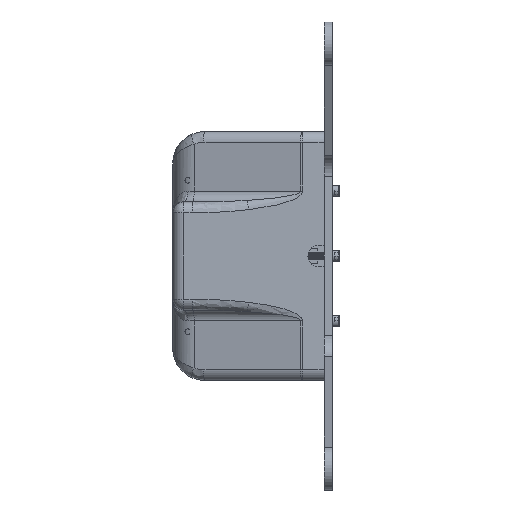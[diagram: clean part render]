
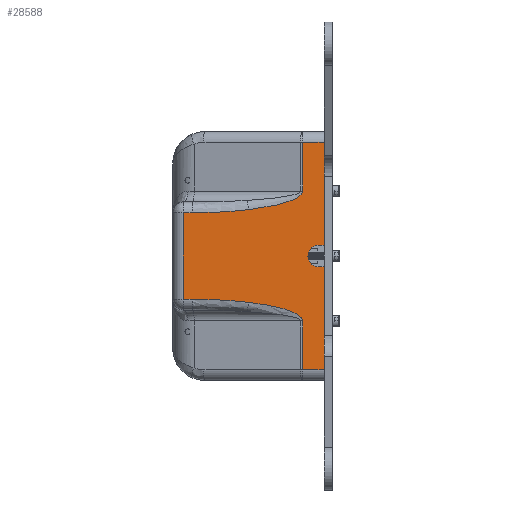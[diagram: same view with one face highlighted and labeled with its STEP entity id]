
A CAD part, front view. The second image highlights one B-rep face of the part: STEP entity #28588.
In plain terms, the highlighted planar face has unit normal (0, -1, 0).
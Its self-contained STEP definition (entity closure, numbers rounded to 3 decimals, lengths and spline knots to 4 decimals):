
#405=ELLIPSE('',#31262,2.5495,0.5);
#407=ELLIPSE('',#31267,2.5495,0.5);
#408=ELLIPSE('',#31279,2.5495,0.5);
#411=ELLIPSE('',#31283,2.5495,0.5);
#2355=PLANE('',#31307);
#3793=FACE_OUTER_BOUND('',#5512,.T.);
#5512=EDGE_LOOP('',(#25255,#25256,#25257,#25258,#25259,#25260,#25261,#25262,
#25263,#25264,#25265,#25266,#25267,#25268,#25269,#25270));
#7648=LINE('',#52790,#10058);
#7649=LINE('',#52793,#10059);
#7661=LINE('',#52825,#10071);
#7701=LINE('',#53947,#10111);
#7702=LINE('',#53991,#10112);
#7705=LINE('',#54028,#10115);
#7707=LINE('',#54038,#10117);
#7719=LINE('',#54233,#10129);
#7722=LINE('',#54316,#10132);
#7723=LINE('',#54332,#10133);
#7724=LINE('',#54333,#10134);
#10058=VECTOR('',#37641,0.3937);
#10059=VECTOR('',#37644,0.3937);
#10071=VECTOR('',#37668,0.3937);
#10111=VECTOR('',#37950,0.3937);
#10112=VECTOR('',#37963,0.3937);
#10115=VECTOR('',#37978,0.3937);
#10117=VECTOR('',#37990,0.3937);
#10129=VECTOR('',#38050,0.3937);
#10132=VECTOR('',#38063,0.3937);
#10133=VECTOR('',#38070,0.3937);
#10134=VECTOR('',#38071,0.3937);
#11600=CIRCLE('',#31128,0.25);
#13831=VERTEX_POINT('',#52777);
#13832=VERTEX_POINT('',#52778);
#13836=VERTEX_POINT('',#52788);
#13837=VERTEX_POINT('',#52792);
#13851=VERTEX_POINT('',#52824);
#13918=VERTEX_POINT('',#53945);
#13919=VERTEX_POINT('',#53978);
#13922=VERTEX_POINT('',#53983);
#13924=VERTEX_POINT('',#53988);
#13925=VERTEX_POINT('',#53990);
#13927=VERTEX_POINT('',#54022);
#13930=VERTEX_POINT('',#54032);
#13934=VERTEX_POINT('',#54072);
#13935=VERTEX_POINT('',#54074);
#13945=VERTEX_POINT('',#54231);
#13948=VERTEX_POINT('',#54315);
#17597=EDGE_CURVE('',#13831,#13832,#11600,.T.);
#17603=EDGE_CURVE('',#13831,#13836,#7648,.T.);
#17604=EDGE_CURVE('',#13837,#13832,#7649,.T.);
#17620=EDGE_CURVE('',#13851,#13837,#7661,.T.);
#17762=EDGE_CURVE('',#13836,#13918,#7701,.T.);
#17766=EDGE_CURVE('',#13922,#13919,#405,.T.);
#17768=EDGE_CURVE('',#13924,#13925,#7702,.T.);
#17772=EDGE_CURVE('',#13919,#13924,#407,.T.);
#17776=EDGE_CURVE('',#13925,#13927,#7705,.T.);
#17781=EDGE_CURVE('',#13927,#13930,#7707,.T.);
#17784=EDGE_CURVE('',#13934,#13935,#408,.T.);
#17788=EDGE_CURVE('',#13930,#13934,#411,.T.);
#17810=EDGE_CURVE('',#13945,#13922,#7719,.T.);
#17815=EDGE_CURVE('',#13935,#13948,#7722,.T.);
#17818=EDGE_CURVE('',#13948,#13918,#7723,.T.);
#17819=EDGE_CURVE('',#13851,#13945,#7724,.T.);
#25255=ORIENTED_EDGE('',*,*,#17603,.T.);
#25256=ORIENTED_EDGE('',*,*,#17762,.T.);
#25257=ORIENTED_EDGE('',*,*,#17818,.F.);
#25258=ORIENTED_EDGE('',*,*,#17815,.F.);
#25259=ORIENTED_EDGE('',*,*,#17784,.F.);
#25260=ORIENTED_EDGE('',*,*,#17788,.F.);
#25261=ORIENTED_EDGE('',*,*,#17781,.F.);
#25262=ORIENTED_EDGE('',*,*,#17776,.F.);
#25263=ORIENTED_EDGE('',*,*,#17768,.F.);
#25264=ORIENTED_EDGE('',*,*,#17772,.F.);
#25265=ORIENTED_EDGE('',*,*,#17766,.F.);
#25266=ORIENTED_EDGE('',*,*,#17810,.F.);
#25267=ORIENTED_EDGE('',*,*,#17819,.F.);
#25268=ORIENTED_EDGE('',*,*,#17620,.T.);
#25269=ORIENTED_EDGE('',*,*,#17604,.T.);
#25270=ORIENTED_EDGE('',*,*,#17597,.F.);
#28588=ADVANCED_FACE('',(#3793),#2355,.T.);
#31128=AXIS2_PLACEMENT_3D('',#52779,#37631,#37632);
#31262=AXIS2_PLACEMENT_3D('',#53985,#37957,#37958);
#31267=AXIS2_PLACEMENT_3D('',#54020,#37969,#37970);
#31279=AXIS2_PLACEMENT_3D('',#54075,#37997,#37998);
#31283=AXIS2_PLACEMENT_3D('',#54103,#38005,#38006);
#31307=AXIS2_PLACEMENT_3D('',#54331,#38068,#38069);
#37631=DIRECTION('center_axis',(0.,-1.,0.));
#37632=DIRECTION('ref_axis',(0.,0.,1.));
#37641=DIRECTION('',(1.,0.,0.));
#37644=DIRECTION('',(-1.,0.,0.));
#37668=DIRECTION('',(0.,0.,1.));
#37950=DIRECTION('',(0.,0.,1.));
#37957=DIRECTION('center_axis',(0.,-1.,0.));
#37958=DIRECTION('ref_axis',(1.,0.,0.));
#37963=DIRECTION('',(-1.,0.,0.));
#37969=DIRECTION('center_axis',(0.,-1.,0.));
#37970=DIRECTION('ref_axis',(1.,0.,0.));
#37978=DIRECTION('',(0.,0.,1.));
#37990=DIRECTION('',(1.,0.,0.));
#37997=DIRECTION('center_axis',(0.,-1.,0.));
#37998=DIRECTION('ref_axis',(1.,0.,0.));
#38005=DIRECTION('center_axis',(0.,-1.,0.));
#38006=DIRECTION('ref_axis',(1.,0.,0.));
#38050=DIRECTION('',(0.,0.,1.));
#38063=DIRECTION('',(0.,0.,1.));
#38068=DIRECTION('center_axis',(0.,-1.,0.));
#38069=DIRECTION('ref_axis',(1.,0.,0.));
#38070=DIRECTION('',(1.,0.,0.));
#38071=DIRECTION('',(-1.,0.,0.));
#52777=CARTESIAN_POINT('',(-0.2188,13.2099,0.25));
#52778=CARTESIAN_POINT('',(-0.2187,13.2099,-0.25));
#52779=CARTESIAN_POINT('Origin',(-0.2187,13.2099,0.));
#52788=CARTESIAN_POINT('',(-0.0937,13.2099,0.25));
#52790=CARTESIAN_POINT('',(-0.5425,13.2099,0.25));
#52792=CARTESIAN_POINT('',(-0.0937,13.2099,-0.25));
#52793=CARTESIAN_POINT('',(-0.355,13.2099,-0.25));
#52824=CARTESIAN_POINT('',(-0.0938,13.2099,-2.625));
#52825=CARTESIAN_POINT('',(-0.0938,13.2099,0.));
#53945=CARTESIAN_POINT('',(-0.0938,13.2099,2.625));
#53947=CARTESIAN_POINT('',(-0.0938,13.2099,0.));
#53978=CARTESIAN_POINT('',(-1.841,13.2099,-1.0699));
#53983=CARTESIAN_POINT('',(-0.5915,13.2099,-1.5));
#53985=CARTESIAN_POINT('Origin',(-3.141,13.2099,-1.5));
#53988=CARTESIAN_POINT('',(-3.141,13.2099,-1.));
#53990=CARTESIAN_POINT('',(-3.3438,13.2099,-1.));
#53991=CARTESIAN_POINT('',(-0.355,13.2099,-1.));
#54020=CARTESIAN_POINT('Origin',(-3.141,13.2099,-1.5));
#54022=CARTESIAN_POINT('',(-3.3438,13.2099,1.));
#54028=CARTESIAN_POINT('',(-3.3438,13.2099,0.));
#54032=CARTESIAN_POINT('',(-3.141,13.2099,1.));
#54038=CARTESIAN_POINT('',(-2.105,13.2099,1.));
#54072=CARTESIAN_POINT('',(-1.841,13.2099,1.0699));
#54074=CARTESIAN_POINT('',(-0.5915,13.2099,1.5));
#54075=CARTESIAN_POINT('Origin',(-3.141,13.2099,1.5));
#54103=CARTESIAN_POINT('Origin',(-3.141,13.2099,1.5));
#54231=CARTESIAN_POINT('',(-0.5915,13.2099,-2.625));
#54233=CARTESIAN_POINT('',(-0.5915,13.2099,0.));
#54315=CARTESIAN_POINT('',(-0.5915,13.2099,2.625));
#54316=CARTESIAN_POINT('',(-0.5915,13.2099,0.));
#54331=CARTESIAN_POINT('Origin',(-0.6163,13.2099,0.));
#54332=CARTESIAN_POINT('',(-1.23,13.2099,2.625));
#54333=CARTESIAN_POINT('',(-1.23,13.2099,-2.625));
